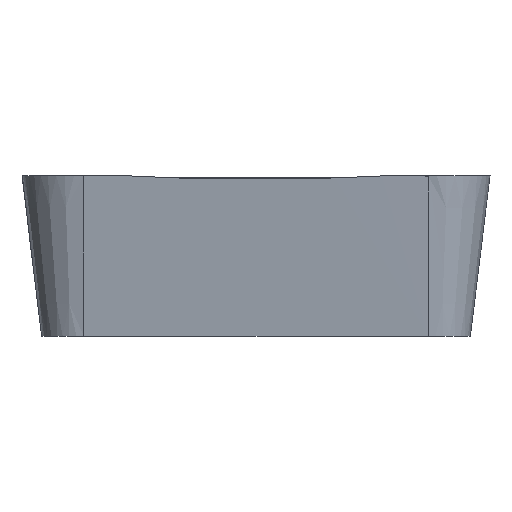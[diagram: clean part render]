
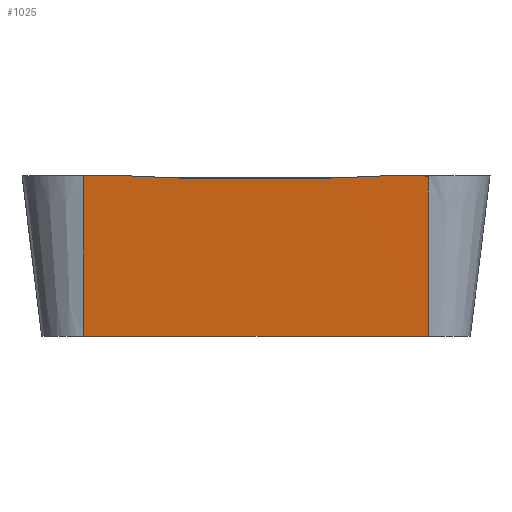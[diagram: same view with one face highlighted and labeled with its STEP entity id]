
A CAD part, left-side view. The second image highlights one B-rep face of the part: STEP entity #1025.
In plain terms, the highlighted planar face has unit normal (-0.993, 0, -0.122).
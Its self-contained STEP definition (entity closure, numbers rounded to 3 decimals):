
#285=FACE_OUTER_BOUND('',#1308,.T.);
#529=B_SPLINE_CURVE_WITH_KNOTS('',3,(#4955,#4956,#4957,#4958),
 .UNSPECIFIED.,.F.,.F.,(4,4),(0.,1.),.UNSPECIFIED.);
#530=B_SPLINE_CURVE_WITH_KNOTS('',3,(#4964,#4965,#4966,#4967,#4968,#4969,
#4970,#4971,#4972,#4973),.UNSPECIFIED.,.F.,.F.,(4,2,2,2,4),(0.,0.125,
0.25,0.5,1.),.UNSPECIFIED.);
#531=B_SPLINE_CURVE_WITH_KNOTS('',3,(#4975,#4976,#4977,#4978,#4979,#4980,
#4981,#4982,#4983,#4984,#4985,#4986,#4987,#4988),.UNSPECIFIED.,.F.,.F.,
(4,2,2,2,2,2,4),(0.,0.25,0.375,0.5,
0.75,0.875,1.),.UNSPECIFIED.);
#532=B_SPLINE_CURVE_WITH_KNOTS('',3,(#4990,#4991,#4992,#4993,#4994,#4995,
#4996,#4997,#4998,#4999),.UNSPECIFIED.,.F.,.F.,(4,2,2,2,4),(0.,0.5,0.625,
0.75,1.),.UNSPECIFIED.);
#533=B_SPLINE_CURVE_WITH_KNOTS('',3,(#5001,#5002,#5003,#5004),
 .UNSPECIFIED.,.F.,.F.,(4,4),(0.,1.),.UNSPECIFIED.);
#534=B_SPLINE_CURVE_WITH_KNOTS('',3,(#5006,#5007,#5008,#5009),
 .UNSPECIFIED.,.F.,.F.,(4,4),(0.,1.),.UNSPECIFIED.);
#804=LINE('',#4784,#912);
#812=LINE('',#4961,#920);
#813=LINE('',#4962,#921);
#912=VECTOR('',#4103,1.);
#920=VECTOR('',#4129,1.);
#921=VECTOR('',#4130,1.);
#1025=ADVANCED_FACE('',(#285),#1252,.T.);
#1252=PLANE('',#3818);
#1308=EDGE_LOOP('',(#1595,#1596,#1597,#1598,#1599,#1600,#1601,#1602,#1603));
#1595=ORIENTED_EDGE('',*,*,#3127,.F.);
#1596=ORIENTED_EDGE('',*,*,#3128,.F.);
#1597=ORIENTED_EDGE('',*,*,#3087,.F.);
#1598=ORIENTED_EDGE('',*,*,#3129,.T.);
#1599=ORIENTED_EDGE('',*,*,#3130,.F.);
#1600=ORIENTED_EDGE('',*,*,#3131,.F.);
#1601=ORIENTED_EDGE('',*,*,#3132,.F.);
#1602=ORIENTED_EDGE('',*,*,#3133,.F.);
#1603=ORIENTED_EDGE('',*,*,#3134,.F.);
#2718=VERTEX_POINT('',#4783);
#2719=VERTEX_POINT('',#4785);
#2753=VERTEX_POINT('',#4959);
#2754=VERTEX_POINT('',#4960);
#2755=VERTEX_POINT('',#4963);
#2756=VERTEX_POINT('',#4974);
#2757=VERTEX_POINT('',#4989);
#2758=VERTEX_POINT('',#5000);
#2759=VERTEX_POINT('',#5005);
#3087=EDGE_CURVE('',#2718,#2719,#804,.T.);
#3127=EDGE_CURVE('',#2753,#2754,#529,.T.);
#3128=EDGE_CURVE('',#2719,#2753,#812,.T.);
#3129=EDGE_CURVE('',#2718,#2755,#813,.T.);
#3130=EDGE_CURVE('',#2756,#2755,#530,.T.);
#3131=EDGE_CURVE('',#2757,#2756,#531,.T.);
#3132=EDGE_CURVE('',#2758,#2757,#532,.T.);
#3133=EDGE_CURVE('',#2759,#2758,#533,.T.);
#3134=EDGE_CURVE('',#2754,#2759,#534,.T.);
#3818=AXIS2_PLACEMENT_3D('',#5010,#4131,#4132);
#4103=DIRECTION('',(0.,1.,0.));
#4129=DIRECTION('',(-0.122,0.,0.993));
#4130=DIRECTION('',(-0.122,0.,0.993));
#4131=DIRECTION('',(-0.993,0.,-0.122));
#4132=DIRECTION('',(-0.122,0.,0.993));
#4783=CARTESIAN_POINT('',(-8.377,-6.735,-5.952));
#4784=CARTESIAN_POINT('',(-8.377,-6.735,-5.952));
#4785=CARTESIAN_POINT('',(-8.377,6.735,-5.952));
#4955=CARTESIAN_POINT('',(-9.145,6.735,0.308));
#4956=CARTESIAN_POINT('',(-9.145,6.128,0.307));
#4957=CARTESIAN_POINT('',(-9.146,5.523,0.324));
#4958=CARTESIAN_POINT('',(-9.145,4.916,0.308));
#4959=CARTESIAN_POINT('',(-9.145,6.735,0.308));
#4960=CARTESIAN_POINT('',(-9.145,4.916,0.308));
#4961=CARTESIAN_POINT('',(-9.087,6.735,-0.171));
#4962=CARTESIAN_POINT('',(-9.087,-6.735,-0.171));
#4963=CARTESIAN_POINT('',(-9.128,-6.733,0.305));
#4964=CARTESIAN_POINT('',(-9.124,-4.916,0.307));
#4965=CARTESIAN_POINT('',(-9.124,-4.962,0.308));
#4966=CARTESIAN_POINT('',(-9.124,-4.974,0.308));
#4967=CARTESIAN_POINT('',(-9.124,-5.098,0.307));
#4968=CARTESIAN_POINT('',(-9.124,-5.16,0.307));
#4969=CARTESIAN_POINT('',(-9.123,-5.346,0.307));
#4970=CARTESIAN_POINT('',(-9.123,-5.617,0.307));
#4971=CARTESIAN_POINT('',(-9.123,-6.22,0.307));
#4972=CARTESIAN_POINT('',(-9.122,-6.525,0.307));
#4973=CARTESIAN_POINT('',(-9.122,-6.735,0.307));
#4974=CARTESIAN_POINT('',(-9.135,-4.916,0.307));
#4975=CARTESIAN_POINT('',(-9.127,-3.098,0.228));
#4976=CARTESIAN_POINT('',(-9.127,-3.241,0.231));
#4977=CARTESIAN_POINT('',(-9.127,-3.358,0.236));
#4978=CARTESIAN_POINT('',(-9.127,-3.497,0.241));
#4979=CARTESIAN_POINT('',(-9.127,-3.532,0.243));
#4980=CARTESIAN_POINT('',(-9.127,-3.701,0.249));
#4981=CARTESIAN_POINT('',(-9.126,-3.784,0.252));
#4982=CARTESIAN_POINT('',(-9.126,-4.032,0.263));
#4983=CARTESIAN_POINT('',(-9.126,-4.193,0.27));
#4984=CARTESIAN_POINT('',(-9.125,-4.435,0.281));
#4985=CARTESIAN_POINT('',(-9.125,-4.518,0.285));
#4986=CARTESIAN_POINT('',(-9.124,-4.687,0.294));
#4987=CARTESIAN_POINT('',(-9.124,-4.856,0.305));
#4988=CARTESIAN_POINT('',(-9.124,-4.916,0.307));
#4989=CARTESIAN_POINT('',(-9.131,-3.098,0.228));
#4990=CARTESIAN_POINT('',(-9.131,0.,0.195));
#4991=CARTESIAN_POINT('',(-9.131,-0.002,0.195));
#4992=CARTESIAN_POINT('',(-9.131,-0.391,0.199));
#4993=CARTESIAN_POINT('',(-9.13,-1.362,0.209));
#4994=CARTESIAN_POINT('',(-9.129,-1.627,0.212));
#4995=CARTESIAN_POINT('',(-9.129,-1.993,0.216));
#4996=CARTESIAN_POINT('',(-9.129,-2.162,0.218));
#4997=CARTESIAN_POINT('',(-9.128,-2.631,0.223));
#4998=CARTESIAN_POINT('',(-9.128,-2.891,0.223));
#4999=CARTESIAN_POINT('',(-9.127,-3.098,0.228));
#5000=CARTESIAN_POINT('',(-9.131,0.,0.195));
#5001=CARTESIAN_POINT('',(-9.135,3.098,0.228));
#5002=CARTESIAN_POINT('',(-9.134,2.065,0.206));
#5003=CARTESIAN_POINT('',(-9.132,1.033,0.195));
#5004=CARTESIAN_POINT('',(-9.131,0.,0.195));
#5005=CARTESIAN_POINT('',(-9.135,3.098,0.228));
#5006=CARTESIAN_POINT('',(-9.145,4.916,0.308));
#5007=CARTESIAN_POINT('',(-9.142,4.31,0.291));
#5008=CARTESIAN_POINT('',(-9.138,3.704,0.241));
#5009=CARTESIAN_POINT('',(-9.135,3.098,0.228));
#5010=CARTESIAN_POINT('',(-9.087,-6.735,-0.171));
